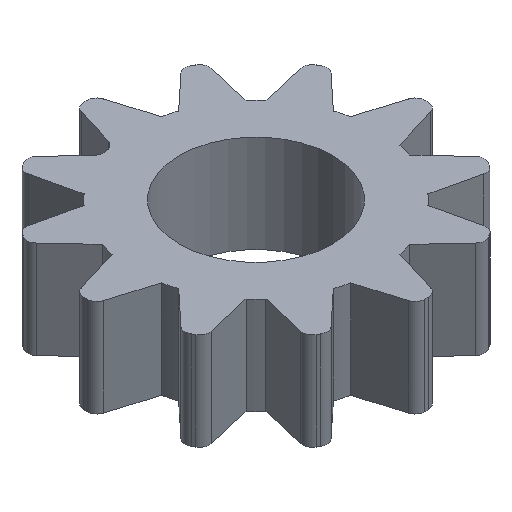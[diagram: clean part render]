
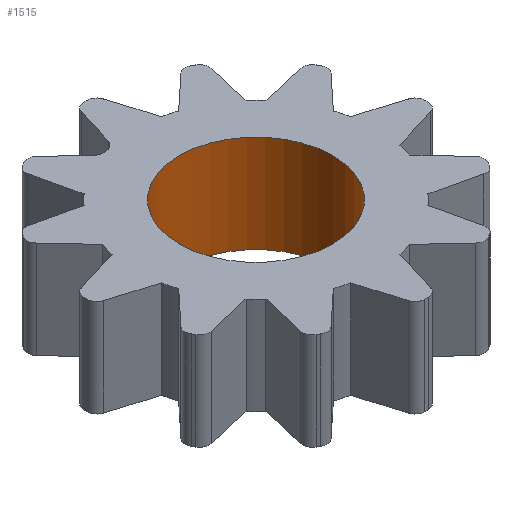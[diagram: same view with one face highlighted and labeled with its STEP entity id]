
A CAD part, isometric view. The second image highlights one B-rep face of the part: STEP entity #1515.
In plain terms, the highlighted cylindrical face has radius 2 mm (diameter 4 mm), a full revolution.
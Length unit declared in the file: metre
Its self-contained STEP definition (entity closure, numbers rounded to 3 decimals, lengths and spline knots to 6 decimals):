
#638=ORIENTED_EDGE('',*,*,#1012,.F.);
#639=ORIENTED_EDGE('',*,*,#1013,.T.);
#1012=EDGE_CURVE('',#1162,#1162,#1240,.T.);
#1013=EDGE_CURVE('',#1163,#1163,#1241,.T.);
#1162=VERTEX_POINT('',#2591);
#1163=VERTEX_POINT('',#2593);
#1240=CIRCLE('',#1682,0.002);
#1241=CIRCLE('',#1683,0.002);
#1316=EDGE_LOOP('',(#638));
#1317=EDGE_LOOP('',(#639));
#1396=FACE_BOUND('',#1316,.T.);
#1397=FACE_BOUND('',#1317,.T.);
#1440=CYLINDRICAL_SURFACE('',#1681,0.002);
#1515=ADVANCED_FACE('',(#1396,#1397),#1440,.F.);
#1681=AXIS2_PLACEMENT_3D('',#2589,#2134,#2135);
#1682=AXIS2_PLACEMENT_3D('',#2590,#2136,#2137);
#1683=AXIS2_PLACEMENT_3D('',#2592,#2138,#2139);
#2134=DIRECTION('',(0.,0.,-1.));
#2135=DIRECTION('',(-1.,0.,0.));
#2136=DIRECTION('',(0.,0.,-1.));
#2137=DIRECTION('',(1.,0.,0.));
#2138=DIRECTION('',(0.,0.,-1.));
#2139=DIRECTION('',(1.,0.,0.));
#2589=CARTESIAN_POINT('',(-0.00452,-0.029083,0.00254));
#2590=CARTESIAN_POINT('',(-0.00452,-0.029083,0.00254));
#2591=CARTESIAN_POINT('',(-0.00252,-0.029083,0.00254));
#2592=CARTESIAN_POINT('',(-0.00452,-0.029083,0.));
#2593=CARTESIAN_POINT('',(-0.00252,-0.029083,0.));
